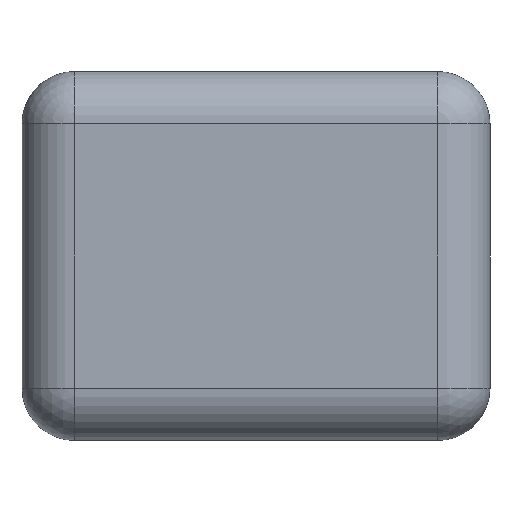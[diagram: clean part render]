
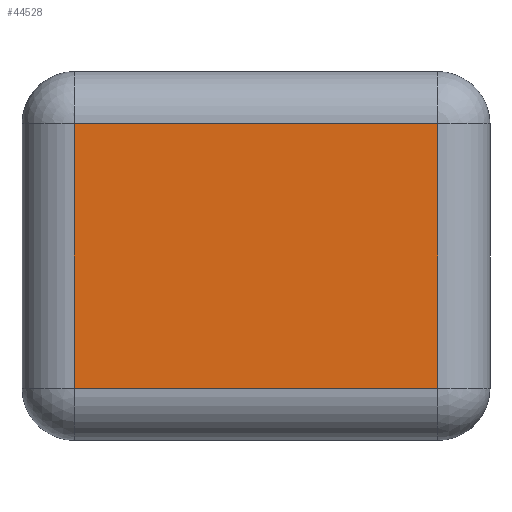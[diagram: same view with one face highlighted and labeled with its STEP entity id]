
A CAD part, front view. The second image highlights one B-rep face of the part: STEP entity #44528.
In plain terms, the highlighted planar face has unit normal (0, -1, 0).
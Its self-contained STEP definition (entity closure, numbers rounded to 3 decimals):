
#1261 = VECTOR ( 'NONE', #4618, 1000. ) ;
#2204 = LINE ( 'NONE', #13772, #43157 ) ;
#4618 = DIRECTION ( 'NONE',  ( -1., 0., 0. ) ) ;
#4712 = PLANE ( 'NONE',  #39810 ) ;
#4769 = EDGE_CURVE ( 'NONE', #20449, #28578, #12594, .T. ) ;
#5070 = CARTESIAN_POINT ( 'NONE',  ( 276.992, -160.976, 281.459 ) ) ;
#5946 = CARTESIAN_POINT ( 'NONE',  ( 356.992, -160.976, -201.459 ) ) ;
#6381 = ORIENTED_EDGE ( 'NONE', *, *, #29096, .T. ) ;
#8976 = FACE_OUTER_BOUND ( 'NONE', #43175, .T. ) ;
#12236 = CARTESIAN_POINT ( 'NONE',  ( 0., -160.976, 0. ) ) ;
#12594 = LINE ( 'NONE', #5070, #41395 ) ;
#13772 = CARTESIAN_POINT ( 'NONE',  ( -276.992, -160.976, -281.459 ) ) ;
#14580 = ORIENTED_EDGE ( 'NONE', *, *, #44578, .T. ) ;
#19557 = CARTESIAN_POINT ( 'NONE',  ( 276.992, -160.976, 201.459 ) ) ;
#19999 = CARTESIAN_POINT ( 'NONE',  ( -276.992, -160.976, 201.459 ) ) ;
#20449 = VERTEX_POINT ( 'NONE', #46405 ) ;
#20461 = VERTEX_POINT ( 'NONE', #19999 ) ;
#21501 = LINE ( 'NONE', #5946, #30114 ) ;
#28578 = VERTEX_POINT ( 'NONE', #19557 ) ;
#29096 = EDGE_CURVE ( 'NONE', #28578, #20461, #39836, .T. ) ;
#30114 = VECTOR ( 'NONE', #47935, 1000. ) ;
#31141 = VERTEX_POINT ( 'NONE', #46522 ) ;
#31759 = CARTESIAN_POINT ( 'NONE',  ( -356.992, -160.976, 201.459 ) ) ;
#31853 = DIRECTION ( 'NONE',  ( 0., 0., 1. ) ) ;
#34098 = EDGE_CURVE ( 'NONE', #20461, #31141, #2204, .T. ) ;
#35346 = DIRECTION ( 'NONE',  ( 0., 1., 0. ) ) ;
#39810 = AXIS2_PLACEMENT_3D ( 'NONE', #12236, #35346, #31853 ) ;
#39836 = LINE ( 'NONE', #31759, #1261 ) ;
#41395 = VECTOR ( 'NONE', #46820, 1000. ) ;
#43157 = VECTOR ( 'NONE', #48955, 1000. ) ;
#43175 = EDGE_LOOP ( 'NONE', ( #45873, #6381, #44926, #14580 ) ) ;
#44528 = ADVANCED_FACE ( 'NONE', ( #8976 ), #4712, .F. ) ;
#44578 = EDGE_CURVE ( 'NONE', #31141, #20449, #21501, .T. ) ;
#44926 = ORIENTED_EDGE ( 'NONE', *, *, #34098, .T. ) ;
#45873 = ORIENTED_EDGE ( 'NONE', *, *, #4769, .T. ) ;
#46405 = CARTESIAN_POINT ( 'NONE',  ( 276.992, -160.976, -201.459 ) ) ;
#46522 = CARTESIAN_POINT ( 'NONE',  ( -276.992, -160.976, -201.459 ) ) ;
#46820 = DIRECTION ( 'NONE',  ( 0., 0., 1. ) ) ;
#47935 = DIRECTION ( 'NONE',  ( 1., 0., 0. ) ) ;
#48955 = DIRECTION ( 'NONE',  ( 0., 0., -1. ) ) ;
